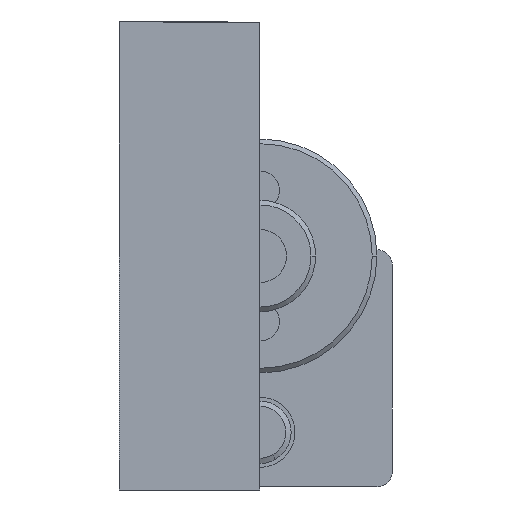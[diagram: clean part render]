
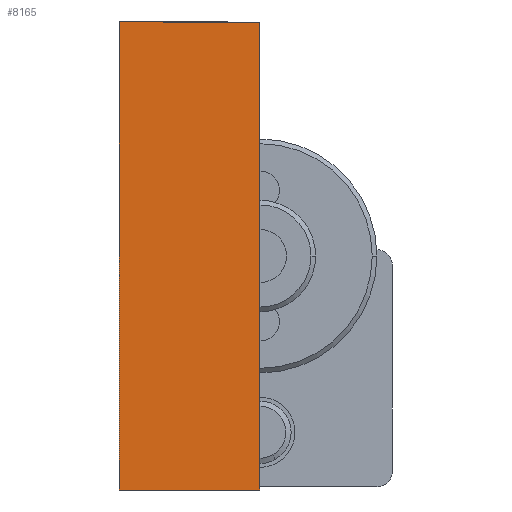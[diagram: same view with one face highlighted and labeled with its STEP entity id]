
A CAD part, front view. The second image highlights one B-rep face of the part: STEP entity #8165.
In plain terms, the highlighted planar face has unit normal (0, -1, 0).
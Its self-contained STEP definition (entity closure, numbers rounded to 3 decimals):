
#140 = DIRECTION ( 'NONE',  ( 1., 0., 0. ) ) ;
#238 = LINE ( 'NONE', #5890, #1747 ) ;
#553 = PLANE ( 'NONE',  #7057 ) ;
#880 = ORIENTED_EDGE ( 'NONE', *, *, #6662, .T. ) ;
#1747 = VECTOR ( 'NONE', #140, 1000. ) ;
#1767 = VERTEX_POINT ( 'NONE', #1938 ) ;
#1938 = CARTESIAN_POINT ( 'NONE',  ( 0., 0., 15. ) ) ;
#2671 = LINE ( 'NONE', #7140, #8680 ) ;
#2888 = CARTESIAN_POINT ( 'NONE',  ( -9., 0., 15. ) ) ;
#3176 = VERTEX_POINT ( 'NONE', #6961 ) ;
#3206 = CARTESIAN_POINT ( 'NONE',  ( 9., 0., 15. ) ) ;
#3482 = ORIENTED_EDGE ( 'NONE', *, *, #5342, .F. ) ;
#3577 = DIRECTION ( 'NONE',  ( 0., 0., -1. ) ) ;
#3887 = CARTESIAN_POINT ( 'NONE',  ( 0., 0., -15. ) ) ;
#3922 = EDGE_CURVE ( 'NONE', #8879, #8755, #238, .T. ) ;
#4364 = EDGE_LOOP ( 'NONE', ( #3482, #880, #5236, #7367 ) ) ;
#5150 = DIRECTION ( 'NONE',  ( 0., 0., -1. ) ) ;
#5236 = ORIENTED_EDGE ( 'NONE', *, *, #5878, .T. ) ;
#5250 = DIRECTION ( 'NONE',  ( 0., 0., -1. ) ) ;
#5342 = EDGE_CURVE ( 'NONE', #1767, #8755, #6621, .T. ) ;
#5611 = CARTESIAN_POINT ( 'NONE',  ( -9., 0., -15. ) ) ;
#5870 = DIRECTION ( 'NONE',  ( 0., -1., 0. ) ) ;
#5878 = EDGE_CURVE ( 'NONE', #3176, #8879, #2671, .T. ) ;
#5890 = CARTESIAN_POINT ( 'NONE',  ( 9., 0., -15. ) ) ;
#6060 = CARTESIAN_POINT ( 'NONE',  ( 0., 0., -15. ) ) ;
#6621 = LINE ( 'NONE', #3887, #8135 ) ;
#6662 = EDGE_CURVE ( 'NONE', #1767, #3176, #8239, .T. ) ;
#6961 = CARTESIAN_POINT ( 'NONE',  ( -9., 0., 15. ) ) ;
#7057 = AXIS2_PLACEMENT_3D ( 'NONE', #2888, #5870, #5150 ) ;
#7140 = CARTESIAN_POINT ( 'NONE',  ( -9., 0., 15. ) ) ;
#7367 = ORIENTED_EDGE ( 'NONE', *, *, #3922, .T. ) ;
#8114 = DIRECTION ( 'NONE',  ( -1., 0., 0. ) ) ;
#8135 = VECTOR ( 'NONE', #5250, 1000. ) ;
#8165 = ADVANCED_FACE ( 'NONE', ( #9268 ), #553, .T. ) ;
#8204 = VECTOR ( 'NONE', #8114, 1000. ) ;
#8239 = LINE ( 'NONE', #3206, #8204 ) ;
#8680 = VECTOR ( 'NONE', #3577, 1000. ) ;
#8755 = VERTEX_POINT ( 'NONE', #6060 ) ;
#8879 = VERTEX_POINT ( 'NONE', #5611 ) ;
#9268 = FACE_OUTER_BOUND ( 'NONE', #4364, .T. ) ;
